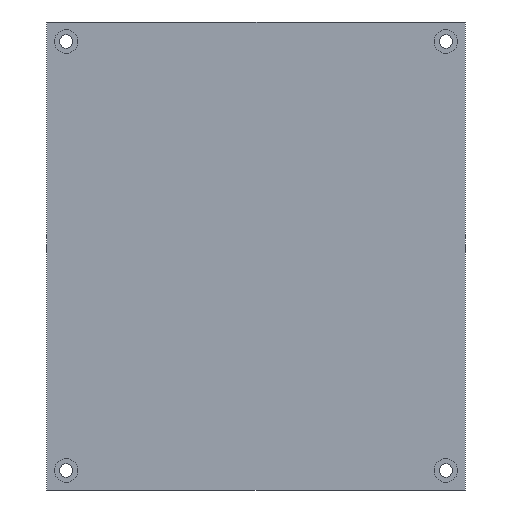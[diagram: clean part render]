
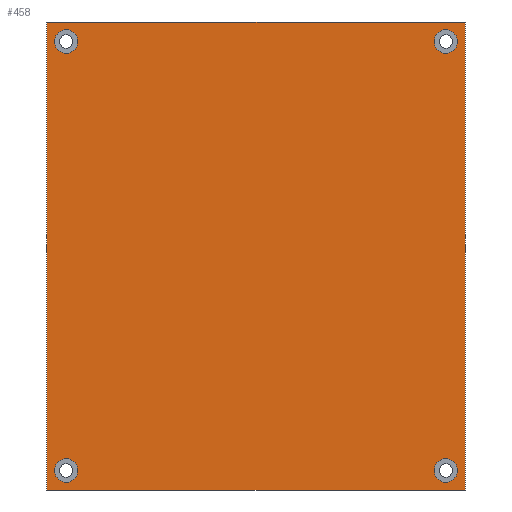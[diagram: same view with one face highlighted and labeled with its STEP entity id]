
A CAD part, front view. The second image highlights one B-rep face of the part: STEP entity #458.
In plain terms, the highlighted planar face has unit normal (0, -1, 0).
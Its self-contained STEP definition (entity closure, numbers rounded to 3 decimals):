
#27=FACE_BOUND('',#99,.T.);
#28=FACE_BOUND('',#100,.T.);
#29=FACE_BOUND('',#101,.T.);
#30=FACE_BOUND('',#102,.T.);
#40=CIRCLE('',#494,3.);
#42=CIRCLE('',#497,3.);
#44=CIRCLE('',#500,3.);
#46=CIRCLE('',#503,3.);
#68=FACE_OUTER_BOUND('',#98,.T.);
#98=EDGE_LOOP('',(#391,#392,#393,#394));
#99=EDGE_LOOP('',(#395));
#100=EDGE_LOOP('',(#396));
#101=EDGE_LOOP('',(#397));
#102=EDGE_LOOP('',(#398));
#147=LINE('',#746,#191);
#150=LINE('',#751,#194);
#153=LINE('',#756,#197);
#154=LINE('',#758,#198);
#191=VECTOR('',#609,10.);
#194=VECTOR('',#614,10.);
#197=VECTOR('',#619,10.);
#198=VECTOR('',#622,10.);
#228=VERTEX_POINT('',#719);
#230=VERTEX_POINT('',#725);
#232=VERTEX_POINT('',#731);
#234=VERTEX_POINT('',#737);
#235=VERTEX_POINT('',#744);
#236=VERTEX_POINT('',#745);
#237=VERTEX_POINT('',#750);
#238=VERTEX_POINT('',#754);
#276=EDGE_CURVE('',#228,#228,#40,.T.);
#279=EDGE_CURVE('',#230,#230,#42,.T.);
#282=EDGE_CURVE('',#232,#232,#44,.T.);
#285=EDGE_CURVE('',#234,#234,#46,.T.);
#287=EDGE_CURVE('',#235,#236,#147,.T.);
#290=EDGE_CURVE('',#237,#235,#150,.T.);
#293=EDGE_CURVE('',#238,#237,#153,.T.);
#294=EDGE_CURVE('',#236,#238,#154,.T.);
#391=ORIENTED_EDGE('',*,*,#294,.F.);
#392=ORIENTED_EDGE('',*,*,#287,.F.);
#393=ORIENTED_EDGE('',*,*,#290,.F.);
#394=ORIENTED_EDGE('',*,*,#293,.F.);
#395=ORIENTED_EDGE('',*,*,#285,.F.);
#396=ORIENTED_EDGE('',*,*,#282,.F.);
#397=ORIENTED_EDGE('',*,*,#276,.F.);
#398=ORIENTED_EDGE('',*,*,#279,.F.);
#436=PLANE('',#510);
#458=ADVANCED_FACE('',(#68,#27,#28,#29,#30),#436,.F.);
#494=AXIS2_PLACEMENT_3D('',#721,#579,#580);
#497=AXIS2_PLACEMENT_3D('',#727,#586,#587);
#500=AXIS2_PLACEMENT_3D('',#733,#593,#594);
#503=AXIS2_PLACEMENT_3D('',#739,#600,#601);
#510=AXIS2_PLACEMENT_3D('',#759,#623,#624);
#579=DIRECTION('center_axis',(0.,-1.,0.));
#580=DIRECTION('ref_axis',(1.,0.,0.));
#586=DIRECTION('center_axis',(0.,-1.,0.));
#587=DIRECTION('ref_axis',(1.,0.,0.));
#593=DIRECTION('center_axis',(0.,-1.,0.));
#594=DIRECTION('ref_axis',(1.,0.,0.));
#600=DIRECTION('center_axis',(0.,-1.,0.));
#601=DIRECTION('ref_axis',(1.,0.,0.));
#609=DIRECTION('',(1.,0.,0.));
#614=DIRECTION('',(0.,0.,1.));
#619=DIRECTION('',(-1.,0.,0.));
#622=DIRECTION('',(0.,0.,-1.));
#623=DIRECTION('center_axis',(0.,1.,0.));
#624=DIRECTION('ref_axis',(1.,0.,0.));
#719=CARTESIAN_POINT('',(-51.6,0.,54.891));
#721=CARTESIAN_POINT('Origin',(-48.6,0.,54.891));
#725=CARTESIAN_POINT('',(45.6,0.,54.891));
#727=CARTESIAN_POINT('Origin',(48.6,0.,54.891));
#731=CARTESIAN_POINT('',(45.6,0.,-54.891));
#733=CARTESIAN_POINT('Origin',(48.6,0.,-54.891));
#737=CARTESIAN_POINT('',(-51.6,0.,-54.891));
#739=CARTESIAN_POINT('Origin',(-48.6,0.,-54.891));
#744=CARTESIAN_POINT('',(-53.6,0.,59.891));
#745=CARTESIAN_POINT('',(53.6,0.,59.891));
#746=CARTESIAN_POINT('',(-53.6,0.,59.891));
#750=CARTESIAN_POINT('',(-53.6,0.,-59.891));
#751=CARTESIAN_POINT('',(-53.6,0.,-59.891));
#754=CARTESIAN_POINT('',(53.6,0.,-59.891));
#756=CARTESIAN_POINT('',(53.6,0.,-59.891));
#758=CARTESIAN_POINT('',(53.6,0.,59.891));
#759=CARTESIAN_POINT('Origin',(0.,0.,0.));
